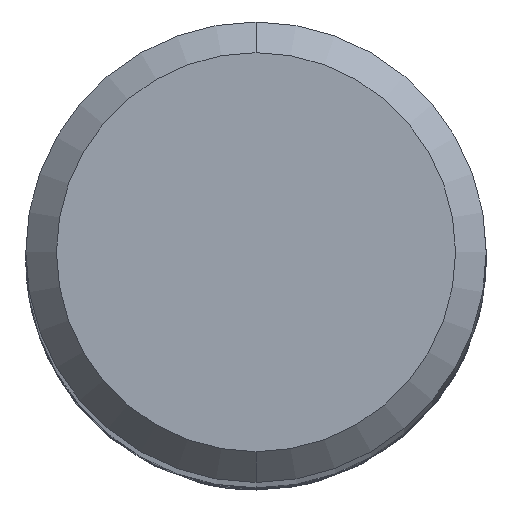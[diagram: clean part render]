
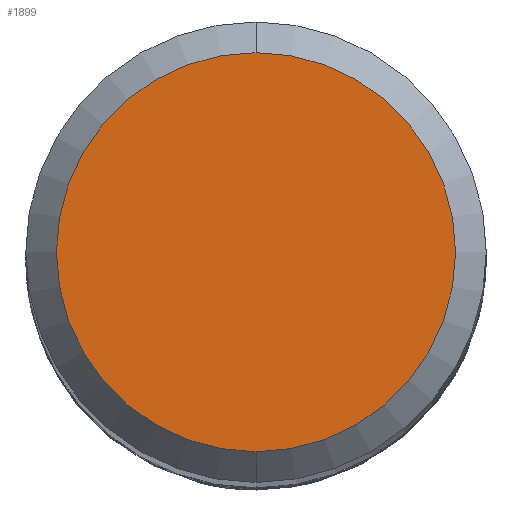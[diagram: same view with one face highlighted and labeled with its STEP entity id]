
A CAD part, top view. The second image highlights one B-rep face of the part: STEP entity #1899.
In plain terms, the highlighted planar face has unit normal (0, 0, 1).
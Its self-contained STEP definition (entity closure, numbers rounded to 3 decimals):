
#1041=EDGE_CURVE('',#2493,#1247,#2823,.T.);
#1247=VERTEX_POINT('',#3051);
#1899=ADVANCED_FACE('',(#3756),#3757,.T.);
#2493=VERTEX_POINT('',#4401);
#2563=EDGE_CURVE('',#1247,#2493,#4473,.T.);
#2823=CIRCLE('',#6168,2.6);
#3051=CARTESIAN_POINT('',(0.,-2.6,0.0));
#3756=FACE_OUTER_BOUND('',#14793,.T.);
#3757=PLANE('',#14794);
#4401=CARTESIAN_POINT('',(0.0,2.6,0.0));
#4473=CIRCLE('',#20409,2.6);
#6168=AXIS2_PLACEMENT_3D('',#22074,#22075,#22076);
#14793=EDGE_LOOP('',(#23019,#23020));
#14794=AXIS2_PLACEMENT_3D('',#23021,#23022,#23023);
#20409=AXIS2_PLACEMENT_3D('',#23716,#23717,#23718);
#22074=CARTESIAN_POINT('',(0.0,0.0,0.0));
#22075=DIRECTION('',(0.0,0.0,-1.0));
#22076=DIRECTION('',(0.0,1.0,0.0));
#23019=ORIENTED_EDGE('',*,*,#1041,.F.);
#23020=ORIENTED_EDGE('',*,*,#2563,.F.);
#23021=CARTESIAN_POINT('',(0.0,1.3,0.0));
#23022=DIRECTION('',(-0.0,0.0,1.0));
#23023=DIRECTION('',(0.0,-1.0,0.0));
#23716=CARTESIAN_POINT('',(0.0,0.0,0.0));
#23717=DIRECTION('',(0.0,0.0,-1.0));
#23718=DIRECTION('',(0.0,1.0,0.0));
